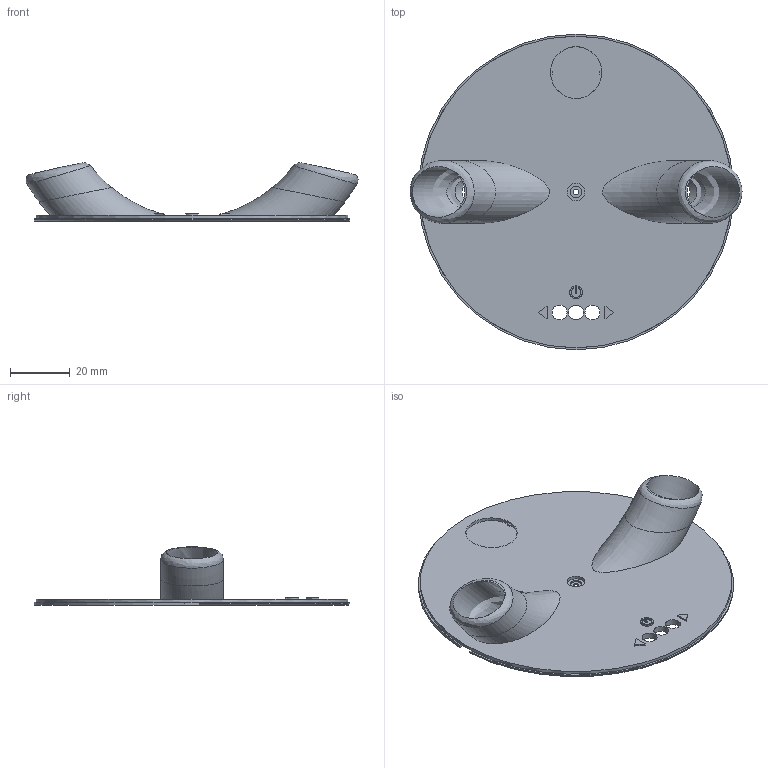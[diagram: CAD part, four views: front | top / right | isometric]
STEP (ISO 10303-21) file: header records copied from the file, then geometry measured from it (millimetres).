
FILE_DESCRIPTION(/* description */ (''),/* implementation_level */ '2;1');
FILE_NAME(/* name */ 'JB - Halo_lid.step',/* time_stamp */ '2025-11-06T17:23:09-05:00',/* author */ (''),/* organization */ (''),/* preprocessor_version */ 'ST-DEVELOPER v20.1',/* originating_system */ 'Autodesk Translation Framework v14.17.0.0',/* authorisation */ '');
FILE_SCHEMA (('AUTOMOTIVE_DESIGN { 1 0 10303 214 3 1 1 }'));
Length unit declared in the file: millimetre
Products named in the file (1): 2025-10-01-00-15-45-869
Bounding box: 111.29 x 105.8 x 19.6 mm (x, y, z)
Volume: 25915.4 mm3; surface area: 27690.1 mm2
Topology: 11 solids, 11 shells, 113 faces, 279 edges, 187 vertices
Faces by surface type: plane 57, bspline 26, cylinder 18, torus 11, cone 1
Full cylindrical faces by diameter (mm): 1.9 x1, 4 x1, 5 x3, 6 x1, 104.5 x1
Entity records: 5577 total; most frequent: CARTESIAN_POINT 3080, ORIENTED_EDGE 558, DIRECTION 405, EDGE_CURVE 279, VERTEX_POINT 187, AXIS2_PLACEMENT_3D 138, EDGE_LOOP 132, LINE 129
